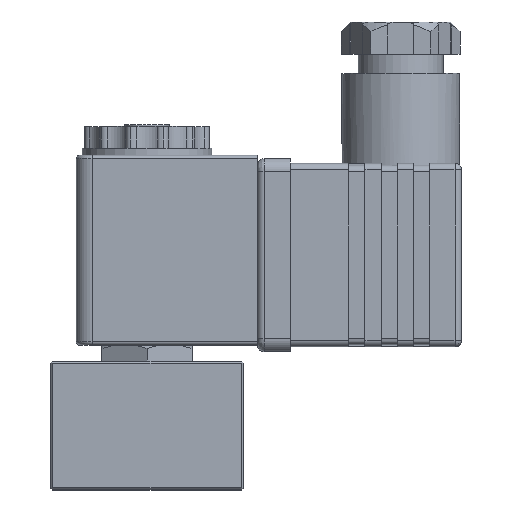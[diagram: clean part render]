
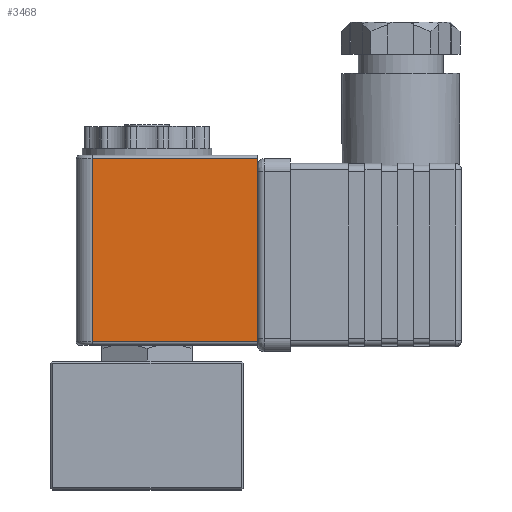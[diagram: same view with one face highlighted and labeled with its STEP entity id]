
A CAD part, top view. The second image highlights one B-rep face of the part: STEP entity #3468.
In plain terms, the highlighted planar face has unit normal (0, 0, 1).
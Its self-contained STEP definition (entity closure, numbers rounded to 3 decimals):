
#3149=CARTESIAN_POINT('',(-8.5,51.5,11.0));
#3150=VERTEX_POINT('',#3149);
#3173=CARTESIAN_POINT('',(-8.5,23.0,11.0));
#3174=VERTEX_POINT('',#3173);
#3216=CARTESIAN_POINT('',(17.2,51.5,11.0));
#3217=VERTEX_POINT('',#3216);
#3218=CARTESIAN_POINT('',(17.2,51.5,11.0));
#3219=DIRECTION('',(-1.0,0.0,0.0));
#3220=VECTOR('',#3219,25.7);
#3221=LINE('',#3218,#3220);
#3222=EDGE_CURVE('',#3217,#3150,#3221,.T.);
#3303=CARTESIAN_POINT('',(17.2,23.0,11.0));
#3304=VERTEX_POINT('',#3303);
#3305=CARTESIAN_POINT('',(17.2,23.0,11.0));
#3306=DIRECTION('',(-1.0,0.0,0.0));
#3307=VECTOR('',#3306,25.7);
#3308=LINE('',#3305,#3307);
#3309=EDGE_CURVE('',#3304,#3174,#3308,.T.);
#3417=CARTESIAN_POINT('',(17.2,51.5,11.0));
#3418=DIRECTION('',(0.0,-1.0,0.0));
#3419=VECTOR('',#3418,28.5);
#3420=LINE('',#3417,#3419);
#3421=EDGE_CURVE('',#3217,#3304,#3420,.T.);
#3452=CARTESIAN_POINT('',(-8.5,52.0,11.0));
#3453=DIRECTION('',(0.0,0.0,-1.0));
#3454=DIRECTION('',(-1.0,0.0,0.0));
#3455=AXIS2_PLACEMENT_3D('',#3452,#3453,#3454);
#3456=PLANE('',#3455);
#3457=ORIENTED_EDGE('',*,*,#3222,.T.);
#3458=CARTESIAN_POINT('',(-8.5,51.5,11.0));
#3459=DIRECTION('',(0.0,-1.0,0.0));
#3460=VECTOR('',#3459,28.5);
#3461=LINE('',#3458,#3460);
#3462=EDGE_CURVE('',#3150,#3174,#3461,.T.);
#3463=ORIENTED_EDGE('',*,*,#3462,.T.);
#3464=ORIENTED_EDGE('',*,*,#3309,.F.);
#3465=ORIENTED_EDGE('',*,*,#3421,.F.);
#3466=EDGE_LOOP('',(#3457,#3463,#3464,#3465));
#3467=FACE_OUTER_BOUND('',#3466,.T.);
#3468=ADVANCED_FACE('',(#3467),#3456,.F.);
